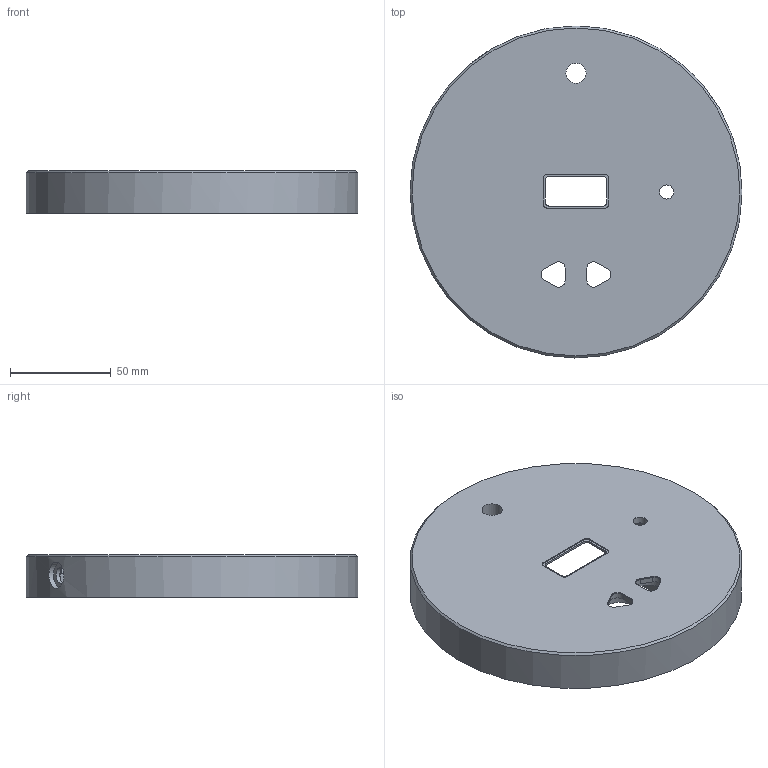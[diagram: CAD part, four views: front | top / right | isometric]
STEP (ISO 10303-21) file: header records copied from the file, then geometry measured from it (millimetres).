
FILE_DESCRIPTION(/* description */ (''),/* implementation_level */ '2;1');
FILE_NAME(/* name */ 'base lampe + boutons v45.step',/* time_stamp */ '2024-02-26T19:06:33+01:00',/* author */ (''),/* organization */ (''),/* preprocessor_version */ 'ST-DEVELOPER v20',/* originating_system */ 'Autodesk Translation Framework v12.20.1.177',/* authorisation */ '');
FILE_SCHEMA (('AUTOMOTIVE_DESIGN { 1 0 10303 214 3 1 1 }'));
Length unit declared in the file: millimetre
Products named in the file (1): base lampe + boutons
Bounding box: 165 x 165 x 21 mm (x, y, z)
Volume: 165026.9 mm3; surface area: 65768.2 mm2
Topology: 1 solids, 1 shells, 267 faces, 745 edges, 489 vertices
Faces by surface type: cylinder 130, plane 116, cone 20, bspline 1
Full cylindrical faces by diameter (mm): 2.529 x13, 3 x1, 4.234 x5, 6 x4, 7 x1, 8.1 x1, 10 x1, 13 x1, 17 x2, 165 x1
Entity records: 8740 total; most frequent: CARTESIAN_POINT 1665, DIRECTION 1524, ORIENTED_EDGE 1452, EDGE_CURVE 726, AXIS2_PLACEMENT_3D 540, VERTEX_POINT 489, LINE 444, VECTOR 444
